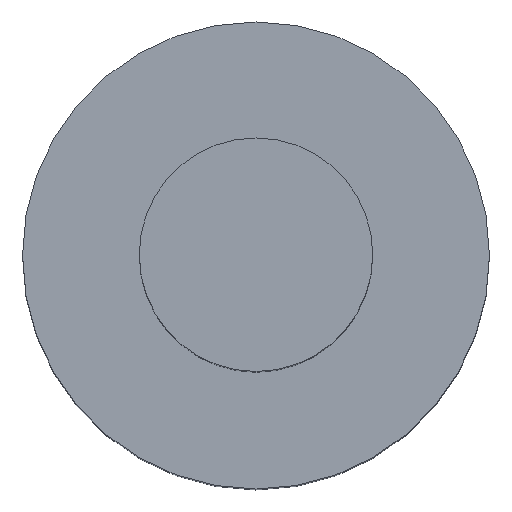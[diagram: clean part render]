
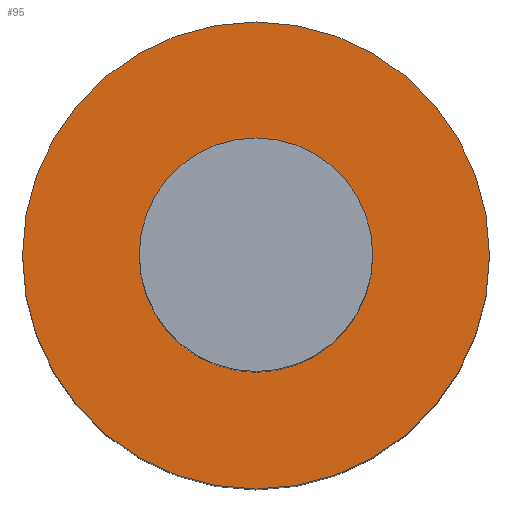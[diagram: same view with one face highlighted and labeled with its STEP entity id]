
A CAD part, top view. The second image highlights one B-rep face of the part: STEP entity #95.
In plain terms, the highlighted planar face has unit normal (0, 0, 1).
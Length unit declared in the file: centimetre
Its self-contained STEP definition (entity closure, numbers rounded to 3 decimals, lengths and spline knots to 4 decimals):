
#2 = CARTESIAN_POINT ( 'NONE',  ( 1.25, 0., 0. ) ) ;
#6 = EDGE_CURVE ( 'NONE', #129, #190, #204, .T. ) ;
#8 = AXIS2_PLACEMENT_3D ( 'NONE', #147, #36, #113 ) ;
#10 = CARTESIAN_POINT ( 'NONE',  ( 2.5, 0., 0. ) ) ;
#12 = AXIS2_PLACEMENT_3D ( 'NONE', #118, #100, #199 ) ;
#16 = EDGE_LOOP ( 'NONE', ( #229, #151 ) ) ;
#28 = CARTESIAN_POINT ( 'NONE',  ( 0., 0., 0. ) ) ;
#33 = EDGE_CURVE ( 'NONE', #231, #55, #189, .T. ) ;
#36 = DIRECTION ( 'NONE',  ( 0., 0., 1. ) ) ;
#37 = CARTESIAN_POINT ( 'NONE',  ( 0., 0., 0. ) ) ;
#52 = ORIENTED_EDGE ( 'NONE', *, *, #89, .F. ) ;
#55 = VERTEX_POINT ( 'NONE', #254 ) ;
#70 = CIRCLE ( 'NONE', #236, 1.25 ) ;
#73 = DIRECTION ( 'NONE',  ( 1., 0., 0. ) ) ;
#78 = EDGE_LOOP ( 'NONE', ( #52, #168 ) ) ;
#82 = FACE_OUTER_BOUND ( 'NONE', #16, .T. ) ;
#89 = EDGE_CURVE ( 'NONE', #55, #231, #70, .T. ) ;
#94 = AXIS2_PLACEMENT_3D ( 'NONE', #37, #97, #73 ) ;
#95 = ADVANCED_FACE ( 'NONE', ( #154, #82 ), #200, .T. ) ;
#97 = DIRECTION ( 'NONE',  ( 0., 0., 1. ) ) ;
#100 = DIRECTION ( 'NONE',  ( 0., 0., 1. ) ) ;
#106 = DIRECTION ( 'NONE',  ( 1., 0., 0. ) ) ;
#113 = DIRECTION ( 'NONE',  ( 1., 0., 0. ) ) ;
#118 = CARTESIAN_POINT ( 'NONE',  ( 0., 0., 0. ) ) ;
#121 = DIRECTION ( 'NONE',  ( 0., 0., 1. ) ) ;
#125 = CIRCLE ( 'NONE', #148, 2.5 ) ;
#129 = VERTEX_POINT ( 'NONE', #194 ) ;
#147 = CARTESIAN_POINT ( 'NONE',  ( 0., 0., 0. ) ) ;
#148 = AXIS2_PLACEMENT_3D ( 'NONE', #157, #121, #214 ) ;
#151 = ORIENTED_EDGE ( 'NONE', *, *, #6, .T. ) ;
#154 = FACE_BOUND ( 'NONE', #78, .T. ) ;
#156 = DIRECTION ( 'NONE',  ( 0., 0., 1. ) ) ;
#157 = CARTESIAN_POINT ( 'NONE',  ( 0., 0., 0. ) ) ;
#162 = EDGE_CURVE ( 'NONE', #190, #129, #125, .T. ) ;
#168 = ORIENTED_EDGE ( 'NONE', *, *, #33, .F. ) ;
#189 = CIRCLE ( 'NONE', #94, 1.25 ) ;
#190 = VERTEX_POINT ( 'NONE', #10 ) ;
#194 = CARTESIAN_POINT ( 'NONE',  ( -2.5, 0., 0. ) ) ;
#199 = DIRECTION ( 'NONE',  ( 1., 0., 0. ) ) ;
#200 = PLANE ( 'NONE',  #12 ) ;
#204 = CIRCLE ( 'NONE', #8, 2.5 ) ;
#214 = DIRECTION ( 'NONE',  ( 1., 0., 0. ) ) ;
#229 = ORIENTED_EDGE ( 'NONE', *, *, #162, .T. ) ;
#231 = VERTEX_POINT ( 'NONE', #2 ) ;
#236 = AXIS2_PLACEMENT_3D ( 'NONE', #28, #156, #106 ) ;
#254 = CARTESIAN_POINT ( 'NONE',  ( -1.25, 0., 0. ) ) ;
